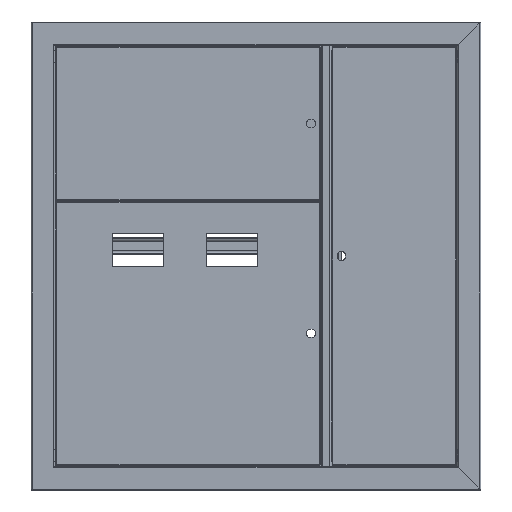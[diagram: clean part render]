
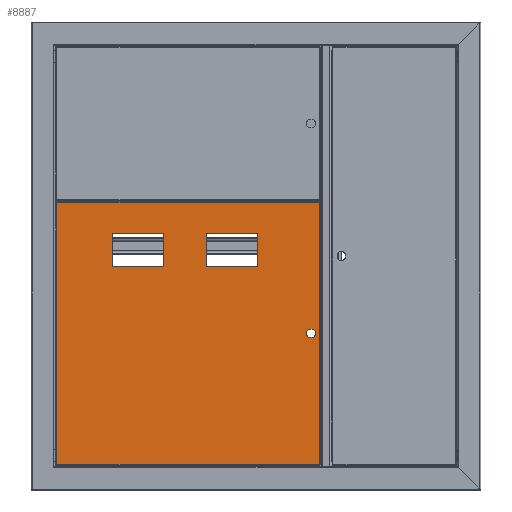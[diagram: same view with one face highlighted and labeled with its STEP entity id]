
A CAD part, top view. The second image highlights one B-rep face of the part: STEP entity #8887.
In plain terms, the highlighted planar face has unit normal (0, 0, 1).
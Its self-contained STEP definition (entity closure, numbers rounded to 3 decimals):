
#8887=ADVANCED_FACE('',(#21015,#21017,#21019,#21021),#21023,.T.);
#21015=FACE_BOUND('',#21016,.T.);
#21016=EDGE_LOOP('',(#34346,#34347,#34348,#34349));
#21017=FACE_BOUND('',#21018,.T.);
#21018=EDGE_LOOP('',(#34350,#34351,#34352,#34353));
#21019=FACE_BOUND('',#21020,.T.);
#21020=EDGE_LOOP('',(#34354,#34355,#34356,#34357));
#21021=FACE_BOUND('',#21022,.T.);
#21022=EDGE_LOOP('',(#34358,#34359,#34360,#34361));
#21023=PLANE('',#21024);
#21024=AXIS2_PLACEMENT_3D('',#21025,#21026,#21027);
#21025=CARTESIAN_POINT('',(0.,0.,0.));
#21026=DIRECTION('',(0.,0.,1.));
#21027=DIRECTION('',(1.,0.,0.));
#34346=ORIENTED_EDGE('',*,*,#41257,.T.);
#34347=ORIENTED_EDGE('',*,*,#41425,.T.);
#34348=ORIENTED_EDGE('',*,*,#41426,.T.);
#34349=ORIENTED_EDGE('',*,*,#41427,.T.);
#34350=ORIENTED_EDGE('',*,*,#41428,.T.);
#34351=ORIENTED_EDGE('',*,*,#41429,.T.);
#34352=ORIENTED_EDGE('',*,*,#41430,.T.);
#34353=ORIENTED_EDGE('',*,*,#41431,.T.);
#34354=ORIENTED_EDGE('',*,*,#41432,.T.);
#34355=ORIENTED_EDGE('',*,*,#41433,.T.);
#34356=ORIENTED_EDGE('',*,*,#41434,.T.);
#34357=ORIENTED_EDGE('',*,*,#41435,.T.);
#34358=ORIENTED_EDGE('',*,*,#41436,.T.);
#34359=ORIENTED_EDGE('',*,*,#41437,.T.);
#34360=ORIENTED_EDGE('',*,*,#41438,.T.);
#34361=ORIENTED_EDGE('',*,*,#41439,.T.);
#41257=EDGE_CURVE('',#46638,#46635,#46639,.T.);
#41425=EDGE_CURVE('',#46635,#46726,#46915,.T.);
#41426=EDGE_CURVE('',#46726,#46916,#46917,.T.);
#41427=EDGE_CURVE('',#46916,#46638,#46918,.T.);
#41428=EDGE_CURVE('',#46919,#46920,#46921,.F.);
#41429=EDGE_CURVE('',#46920,#46922,#46923,.F.);
#41430=EDGE_CURVE('',#46922,#46924,#46925,.F.);
#41431=EDGE_CURVE('',#46924,#46919,#46926,.F.);
#41432=EDGE_CURVE('',#46927,#46928,#46929,.F.);
#41433=EDGE_CURVE('',#46928,#46930,#46931,.F.);
#41434=EDGE_CURVE('',#46930,#46932,#46933,.F.);
#41435=EDGE_CURVE('',#46932,#46927,#46934,.F.);
#41436=EDGE_CURVE('',#46935,#46936,#46937,.F.);
#41437=EDGE_CURVE('',#46936,#46938,#46939,.F.);
#41438=EDGE_CURVE('',#46938,#46940,#46941,.F.);
#41439=EDGE_CURVE('',#46940,#46935,#46942,.F.);
#46635=VERTEX_POINT('',#57631);
#46638=VERTEX_POINT('',#57639);
#46639=LINE('',#57640,#57641);
#46726=VERTEX_POINT('',#57876);
#46915=LINE('',#58335,#58336);
#46916=VERTEX_POINT('',#58338);
#46917=LINE('',#58339,#58340);
#46918=LINE('',#58342,#58343);
#46919=VERTEX_POINT('',#58345);
#46920=VERTEX_POINT('',#58346);
#46921=LINE('',#58347,#58348);
#46922=VERTEX_POINT('',#58350);
#46923=LINE('',#58351,#58352);
#46924=VERTEX_POINT('',#58354);
#46925=LINE('',#58355,#58356);
#46926=LINE('',#58358,#58359);
#46927=VERTEX_POINT('',#58361);
#46928=VERTEX_POINT('',#58362);
#46929=LINE('',#58363,#58364);
#46930=VERTEX_POINT('',#58366);
#46931=LINE('',#58367,#58368);
#46932=VERTEX_POINT('',#58370);
#46933=LINE('',#58371,#58372);
#46934=LINE('',#58374,#58375);
#46935=VERTEX_POINT('',#58377);
#46936=VERTEX_POINT('',#58378);
#46937=CIRCLE('',#58379,9.75);
#46938=VERTEX_POINT('',#58383);
#46939=LINE('',#58384,#58385);
#46940=VERTEX_POINT('',#58387);
#46941=CIRCLE('',#58388,9.75);
#46942=LINE('',#58392,#58393);
#57631=CARTESIAN_POINT('',(135.5,-385.5,0.));
#57639=CARTESIAN_POINT('',(135.5,-945.5,0.));
#57640=CARTESIAN_POINT('',(135.5,-945.5,0.));
#57641=VECTOR('',#57642,1.);
#57642=DIRECTION('',(0.,1.,0.));
#57876=CARTESIAN_POINT('',(-425.5,-385.5,0.));
#58335=CARTESIAN_POINT('',(135.5,-385.5,0.));
#58336=VECTOR('',#58337,1.);
#58337=DIRECTION('',(-1.,0.,0.));
#58338=CARTESIAN_POINT('',(-425.5,-945.5,0.));
#58339=CARTESIAN_POINT('',(-425.5,-385.5,0.));
#58340=VECTOR('',#58341,1.);
#58341=DIRECTION('',(0.,-1.,0.));
#58342=CARTESIAN_POINT('',(-425.5,-945.5,0.));
#58343=VECTOR('',#58344,1.);
#58344=DIRECTION('',(1.,0.,0.));
#58345=CARTESIAN_POINT('',(-306.563,-450.9,0.));
#58346=CARTESIAN_POINT('',(-196.963,-450.9,0.));
#58347=CARTESIAN_POINT('',(-196.963,-450.9,0.));
#58348=VECTOR('',#58349,1.);
#58349=DIRECTION('',(-1.,0.,0.));
#58350=CARTESIAN_POINT('',(-196.963,-523.,0.));
#58351=CARTESIAN_POINT('',(-196.963,-523.,0.));
#58352=VECTOR('',#58353,1.);
#58353=DIRECTION('',(0.,1.,0.));
#58354=CARTESIAN_POINT('',(-306.563,-523.,0.));
#58355=CARTESIAN_POINT('',(-306.563,-523.,0.));
#58356=VECTOR('',#58357,1.);
#58357=DIRECTION('',(1.,0.,0.));
#58358=CARTESIAN_POINT('',(-306.563,-450.9,0.));
#58359=VECTOR('',#58360,1.);
#58360=DIRECTION('',(0.,-1.,0.));
#58361=CARTESIAN_POINT('',(-106.563,-450.9,0.));
#58362=CARTESIAN_POINT('',(3.037,-450.9,0.));
#58363=CARTESIAN_POINT('',(3.037,-450.9,0.));
#58364=VECTOR('',#58365,1.);
#58365=DIRECTION('',(-1.,0.,0.));
#58366=CARTESIAN_POINT('',(3.037,-523.,0.));
#58367=CARTESIAN_POINT('',(3.037,-523.,0.));
#58368=VECTOR('',#58369,1.);
#58369=DIRECTION('',(0.,1.,0.));
#58370=CARTESIAN_POINT('',(-106.563,-523.,0.));
#58371=CARTESIAN_POINT('',(-106.563,-523.,0.));
#58372=VECTOR('',#58373,1.);
#58373=DIRECTION('',(1.,0.,0.));
#58374=CARTESIAN_POINT('',(-106.563,-450.9,0.));
#58375=VECTOR('',#58376,1.);
#58376=DIRECTION('',(0.,-1.,0.));
#58377=CARTESIAN_POINT('',(122.276,-657.,0.));
#58378=CARTESIAN_POINT('',(122.276,-674.,0.));
#58379=AXIS2_PLACEMENT_3D('',#58380,#58381,#58382);
#58380=CARTESIAN_POINT('',(117.5,-665.5,0.));
#58381=DIRECTION('',(0.,0.,1.));
#58382=DIRECTION('',(0.49,-0.872,0.));
#58383=CARTESIAN_POINT('',(112.724,-674.,0.));
#58384=CARTESIAN_POINT('',(112.724,-674.,0.));
#58385=VECTOR('',#58386,1.);
#58386=DIRECTION('',(1.,0.,0.));
#58387=CARTESIAN_POINT('',(112.724,-657.,0.));
#58388=AXIS2_PLACEMENT_3D('',#58389,#58390,#58391);
#58389=CARTESIAN_POINT('',(117.5,-665.5,0.));
#58390=DIRECTION('',(0.,0.,1.));
#58391=DIRECTION('',(-0.49,0.872,0.));
#58392=CARTESIAN_POINT('',(122.276,-657.,0.));
#58393=VECTOR('',#58394,1.);
#58394=DIRECTION('',(-1.,0.,0.));
